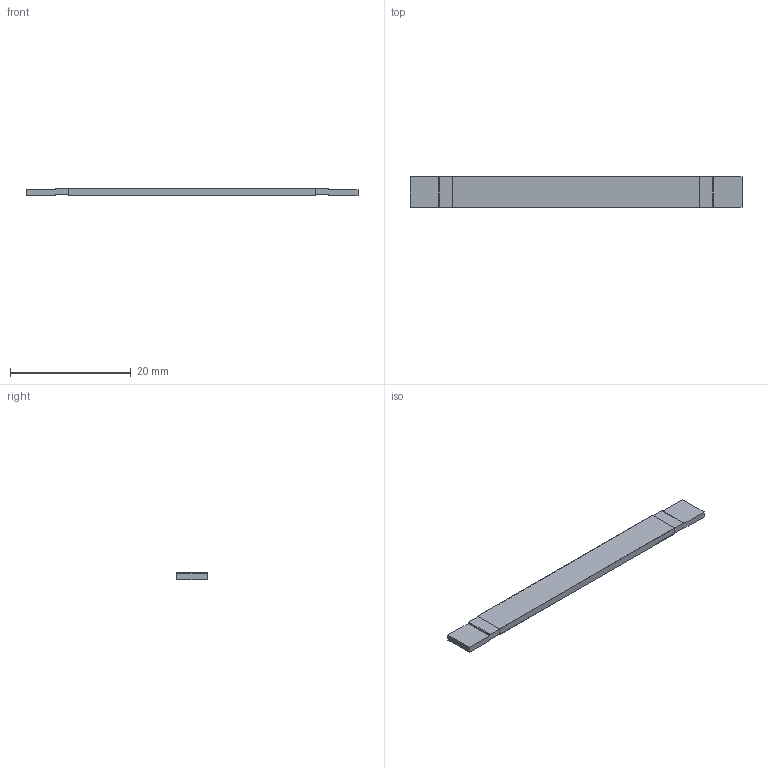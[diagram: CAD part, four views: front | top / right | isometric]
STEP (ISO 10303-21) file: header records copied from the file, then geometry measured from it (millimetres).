
FILE_DESCRIPTION(('FreeCAD Model'),'2;1');
FILE_NAME('Open CASCADE Shape Model','2025-09-18T21:22:24',('Author'),( ''),'Open CASCADE STEP processor 7.6','FreeCAD','Unknown');
FILE_SCHEMA(('AUTOMOTIVE_DESIGN { 1 0 10303 214 1 1 1 1 }'));
Length unit declared in the file: millimetre
Products named in the file (3): Unnamed; Cube001; Body
Assembly tree (2 placements, depth 2):
  Unnamed
    Cube001
    Body
Bounding box: 55 x 5.2 x 1.3 mm (x, y, z)
Surface area: 1209.6 mm2
Topology: 2 solids, 2 shells, 24 faces, 60 edges, 40 vertices
Faces by surface type: plane 16, cylinder 8
Entity records: 1583 total; most frequent: CARTESIAN_POINT 375, DIRECTION 202, ORIENTED_EDGE 120, PCURVE 120, DEFINITIONAL_REPRESENTATION 120, LINE 116, VECTOR 116, EDGE_CURVE 60
